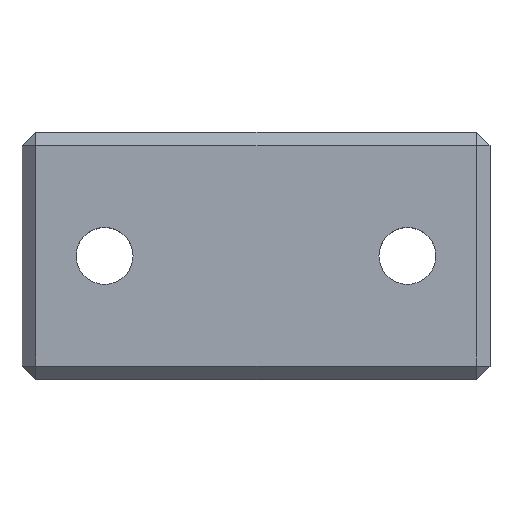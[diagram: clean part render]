
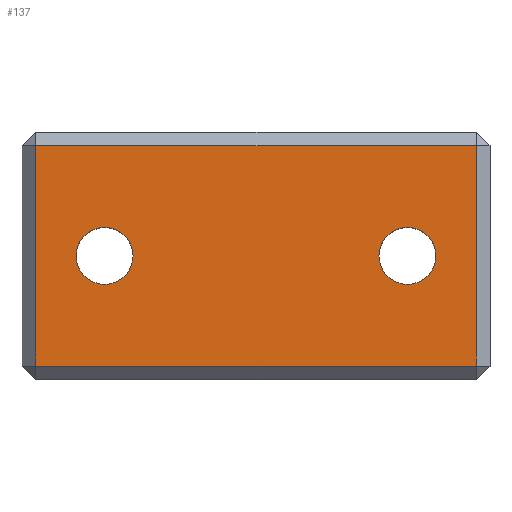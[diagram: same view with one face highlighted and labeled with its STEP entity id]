
A CAD part, top view. The second image highlights one B-rep face of the part: STEP entity #137.
In plain terms, the highlighted planar face has unit normal (0, 0, 1).
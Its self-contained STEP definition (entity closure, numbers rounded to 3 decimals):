
#42=CARTESIAN_POINT('Vertex',(3.933,9.,9.)) ;
#56=CARTESIAN_POINT('Vertex',(8.067,9.,9.)) ;
#59=CARTESIAN_POINT('Axis2P3D Location',(6.,9.,9.)) ;
#71=CARTESIAN_POINT('Axis2P3D Location',(0.,0.,9.)) ;
#76=CARTESIAN_POINT('Line Origine',(17.,17.,9.)) ;
#80=CARTESIAN_POINT('Vertex',(33.,17.,9.)) ;
#82=CARTESIAN_POINT('Vertex',(1.,17.,9.)) ;
#85=CARTESIAN_POINT('Line Origine',(1.,9.,9.)) ;
#89=CARTESIAN_POINT('Vertex',(1.,1.,9.)) ;
#92=CARTESIAN_POINT('Line Origine',(17.,1.,9.)) ;
#96=CARTESIAN_POINT('Vertex',(33.,1.,9.)) ;
#99=CARTESIAN_POINT('Line Origine',(33.,9.,9.)) ;
#110=CARTESIAN_POINT('Axis2P3D Location',(28.,9.,9.)) ;
#114=CARTESIAN_POINT('Vertex',(30.067,9.,9.)) ;
#116=CARTESIAN_POINT('Vertex',(25.933,9.,9.)) ;
#119=CARTESIAN_POINT('Axis2P3D Location',(28.,9.,9.)) ;
#128=CARTESIAN_POINT('Axis2P3D Location',(6.,9.,9.)) ;
#78=VECTOR('Line Direction',#77,1.) ;
#87=VECTOR('Line Direction',#86,1.) ;
#94=VECTOR('Line Direction',#93,1.) ;
#101=VECTOR('Line Direction',#100,1.) ;
#60=DIRECTION('Axis2P3D Direction',(0.,-0.,-1.)) ;
#72=DIRECTION('Axis2P3D Direction',(0.,0.,1.)) ;
#73=DIRECTION('Axis2P3D XDirection',(1.,0.,0.)) ;
#77=DIRECTION('Vector Direction',(-1.,0.,0.)) ;
#86=DIRECTION('Vector Direction',(0.,-1.,0.)) ;
#93=DIRECTION('Vector Direction',(1.,0.,0.)) ;
#100=DIRECTION('Vector Direction',(0.,1.,0.)) ;
#111=DIRECTION('Axis2P3D Direction',(0.,0.,1.)) ;
#120=DIRECTION('Axis2P3D Direction',(0.,0.,1.)) ;
#129=DIRECTION('Axis2P3D Direction',(0.,0.,1.)) ;
#61=AXIS2_PLACEMENT_3D('Circle Axis2P3D',#59,#60,$) ;
#74=AXIS2_PLACEMENT_3D('Plane Axis2P3D',#71,#72,#73) ;
#112=AXIS2_PLACEMENT_3D('Circle Axis2P3D',#110,#111,$) ;
#121=AXIS2_PLACEMENT_3D('Circle Axis2P3D',#119,#120,$) ;
#130=AXIS2_PLACEMENT_3D('Circle Axis2P3D',#128,#129,$) ;
#79=LINE('Line',#76,#78) ;
#88=LINE('Line',#85,#87) ;
#95=LINE('Line',#92,#94) ;
#102=LINE('Line',#99,#101) ;
#62=CIRCLE('generated circle',#61,2.067) ;
#113=CIRCLE('generated circle',#112,2.067) ;
#122=CIRCLE('generated circle',#121,2.067) ;
#131=CIRCLE('generated circle',#130,2.067) ;
#75=PLANE('',#74) ;
#127=FACE_BOUND('',#124,.T.) ;
#136=FACE_BOUND('',#133,.T.) ;
#63=EDGE_CURVE('',#57,#43,#62,.F.) ;
#84=EDGE_CURVE('',#81,#83,#79,.T.) ;
#91=EDGE_CURVE('',#83,#90,#88,.T.) ;
#98=EDGE_CURVE('',#90,#97,#95,.T.) ;
#103=EDGE_CURVE('',#97,#81,#102,.T.) ;
#118=EDGE_CURVE('',#115,#117,#113,.T.) ;
#123=EDGE_CURVE('',#117,#115,#122,.T.) ;
#132=EDGE_CURVE('',#43,#57,#131,.T.) ;
#104=EDGE_LOOP('',(#105,#106,#107,#108)) ;
#124=EDGE_LOOP('',(#125,#126)) ;
#133=EDGE_LOOP('',(#134,#135)) ;
#105=ORIENTED_EDGE('',*,*,#84,.T.) ;
#106=ORIENTED_EDGE('',*,*,#91,.T.) ;
#107=ORIENTED_EDGE('',*,*,#98,.T.) ;
#108=ORIENTED_EDGE('',*,*,#103,.T.) ;
#125=ORIENTED_EDGE('',*,*,#118,.F.) ;
#126=ORIENTED_EDGE('',*,*,#123,.F.) ;
#134=ORIENTED_EDGE('',*,*,#132,.F.) ;
#135=ORIENTED_EDGE('',*,*,#63,.F.) ;
#43=VERTEX_POINT('',#42) ;
#57=VERTEX_POINT('',#56) ;
#81=VERTEX_POINT('',#80) ;
#83=VERTEX_POINT('',#82) ;
#90=VERTEX_POINT('',#89) ;
#97=VERTEX_POINT('',#96) ;
#115=VERTEX_POINT('',#114) ;
#117=VERTEX_POINT('',#116) ;
#137=ADVANCED_FACE('PartBody',(#109,#127,#136),#75,.T.) ;
#109=FACE_OUTER_BOUND('',#104,.T.) ;
